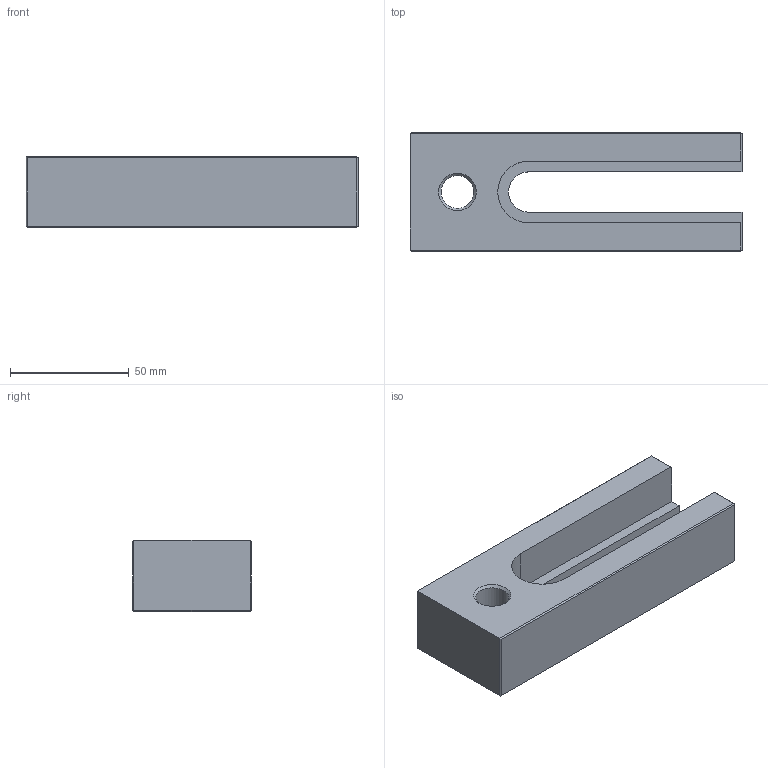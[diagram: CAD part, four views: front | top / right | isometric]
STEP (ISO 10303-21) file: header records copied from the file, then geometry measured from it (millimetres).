
FILE_DESCRIPTION( ( 'Unknown' ), '1' );
FILE_NAME( 'SU09-16140-30.stp', 'Unknown', ( 'Unknown' ), ( 'Unknown' ), 'XStep 1.0', 'Unknown', ' ' );
FILE_SCHEMA( ( 'CONFIG_CONTROL_DESIGN' ) );
Length unit declared in the file: millimetre
Products named in the file (1): 1
Bounding box: 140 x 50 x 30 mm (x, y, z)
Volume: 138726.5 mm3; surface area: 28620 mm2
Topology: 1 solids, 1 shells, 30 faces, 80 edges, 52 vertices
Faces by surface type: plane 25, cylinder 3, cone 2
Full cylindrical faces by diameter (mm): 13.835 x1
Entity records: 953 total; most frequent: CARTESIAN_POINT 160, ORIENTED_EDGE 154, DIRECTION 147, EDGE_CURVE 77, LINE 69, VECTOR 69, VERTEX_POINT 52, AXIS2_PLACEMENT_3D 39
